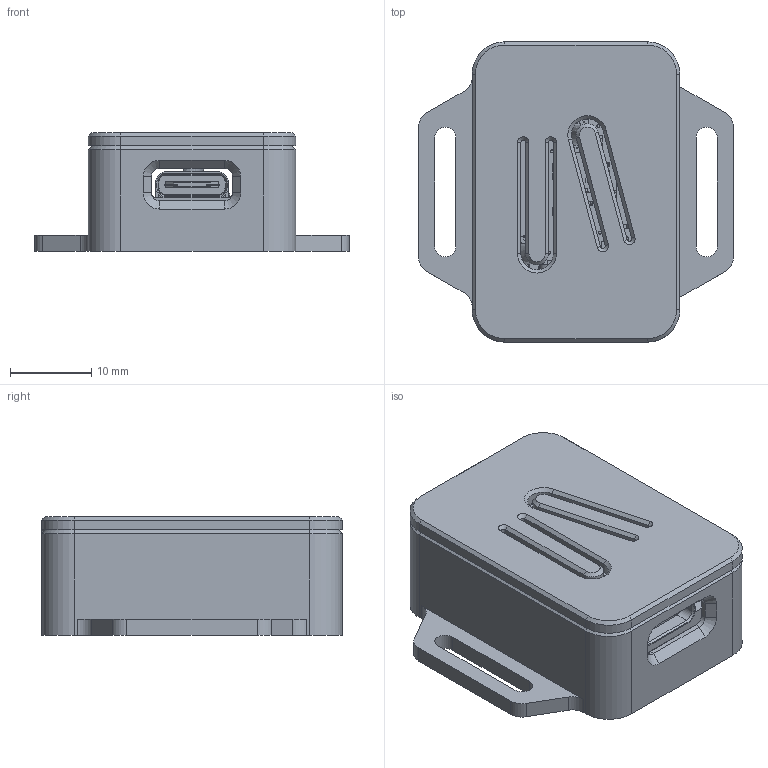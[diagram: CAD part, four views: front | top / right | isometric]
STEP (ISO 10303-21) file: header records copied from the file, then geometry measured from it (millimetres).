
FILE_DESCRIPTION(/* description */ ('','CAx-IF Rec.Pracs.---Representation and Presentation of Product Manufacturing Information (PMI)---4.0---2014-10-13'),/* implementation_level */ '2;1');
FILE_NAME(/* name */ 'Mini Sparkle Motion Case.step',/* time_stamp */ '2025-02-25T13:11:37-05:00',/* author */ (''),/* organization */ (''),/* preprocessor_version */ 'ST-DEVELOPER v20',/* originating_system */ 'Autodesk Translation Framework v13.20.0.188',/* authorisation */ '');
FILE_SCHEMA (('AP242_MANAGED_MODEL_BASED_3D_ENGINEERING_MIM_LF { 1 0 10303 442 1 1 4 }'));
Products named in the file (22): Mini Sparkle Motion Case; Adafruit Mini Sparkle Motion; PCB Component; Board; RT9080-3.3; KMR2; GREEN; 10uF; 10K; JST SH 4P; WS2812B_SK6805_1515; JST SH 3P; DUAL NPN; CH343P; ESP32-MINI-1; USB Type C; 74LVC2G34GW; 6V 5A; ICS-43434; Case; Bottom; Top
Assembly tree (42 placements, depth 4):
  Mini Sparkle Motion Case
    Adafruit Mini Sparkle Motion
      PCB Component
        Board
        RT9080-3.3
        KMR2  x2
        GREEN  x2
        10uF  x7
        10K  x14
        JST SH 4P
        WS2812B_SK6805_1515
        JST SH 3P
        DUAL NPN
        CH343P
        ESP32-MINI-1
        USB Type C
        74LVC2G34GW
        6V 5A
        ICS-43434
    Case
      Bottom
      Top
Bounding box: 38.8 x 37 x 14.6 mm (x, y, z)
Volume: 7487.3 mm3; surface area: 11771.5 mm2
Topology: 173 solids, 173 shells, 3343 faces, 8160 edges, 5254 vertices
Faces by surface type: plane 2518, cylinder 554, bspline 147, sphere 54, cone 40, torus 30
Full cylindrical faces by diameter (mm): 0.22 x1, 0.237 x1, 0.25 x20, 0.3 x13, 0.325 x3, 0.35 x47, 0.5 x10, 0.65 x2, 0.9 x6, 1 x4, 1.025 x4, 1.625 x2, 2.2 x4, 2.5 x4, 5 x3
Entity records: 85134 total; most frequent: CARTESIAN_POINT 17022, ORIENTED_EDGE 13620, DIRECTION 13010, EDGE_CURVE 6810, LINE 5526, VECTOR 5526, VERTEX_POINT 4426, AXIS2_PLACEMENT_3D 3742
